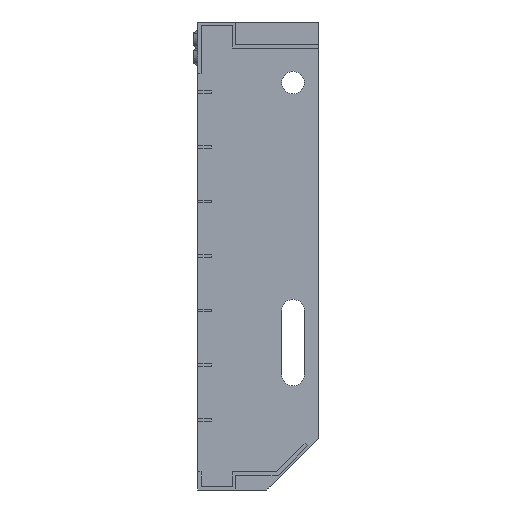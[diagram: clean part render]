
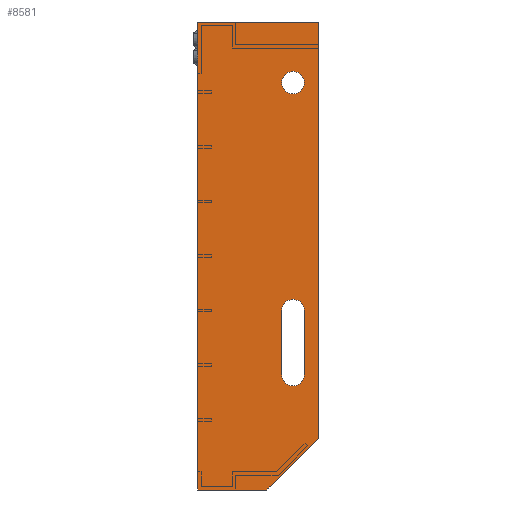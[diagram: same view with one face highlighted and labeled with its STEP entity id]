
A CAD part, left-side view. The second image highlights one B-rep face of the part: STEP entity #8581.
In plain terms, the highlighted planar face has unit normal (-1, 0, 0).
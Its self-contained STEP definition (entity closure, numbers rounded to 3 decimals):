
#715 = EDGE_CURVE ( 'NONE', #9179, #20072, #28543, .T. ) ;
#920 = DIRECTION ( 'NONE',  ( 0., 0.707, -0.707 ) ) ;
#1147 = CIRCLE ( 'NONE', #9118, 6.5 ) ;
#1753 = CARTESIAN_POINT ( 'NONE',  ( -550., 0., -240. ) ) ;
#1987 = EDGE_LOOP ( 'NONE', ( #25025, #30252 ) ) ;
#2424 = CARTESIAN_POINT ( 'NONE',  ( -550., 15., -210. ) ) ;
#2516 = VERTEX_POINT ( 'NONE', #6435 ) ;
#2532 = CIRCLE ( 'NONE', #12727, 6.5 ) ;
#2909 = CARTESIAN_POINT ( 'NONE',  ( -550., 21.5, -203.5 ) ) ;
#3269 = VERTEX_POINT ( 'NONE', #16567 ) ;
#3722 = CARTESIAN_POINT ( 'NONE',  ( -550., 70., 0. ) ) ;
#3951 = EDGE_LOOP ( 'NONE', ( #27234, #32811, #24948, #30798, #25187 ) ) ;
#4027 = VECTOR ( 'NONE', #14542, 1000. ) ;
#4567 = LINE ( 'NONE', #32833, #12579 ) ;
#4611 = EDGE_CURVE ( 'NONE', #16925, #20584, #17563, .T. ) ;
#4834 = EDGE_CURVE ( 'NONE', #23392, #9179, #12487, .T. ) ;
#5610 = CARTESIAN_POINT ( 'NONE',  ( -550., 15., -203.5 ) ) ;
#6435 = CARTESIAN_POINT ( 'NONE',  ( -550., 15., -28.5 ) ) ;
#7113 = DIRECTION ( 'NONE',  ( 0., -1., 0. ) ) ;
#7194 = EDGE_CURVE ( 'NONE', #9778, #16555, #17831, .T. ) ;
#7790 = FACE_OUTER_BOUND ( 'NONE', #24576, .T. ) ;
#8208 = CARTESIAN_POINT ( 'NONE',  ( -550., 21.5, -166.5 ) ) ;
#8259 = FACE_BOUND ( 'NONE', #3951, .T. ) ;
#8581 = ADVANCED_FACE ( 'NONE', ( #8259, #11962, #7790 ), #34110, .F. ) ;
#8783 = DIRECTION ( 'NONE',  ( 0., 0., -1. ) ) ;
#8834 = AXIS2_PLACEMENT_3D ( 'NONE', #10577, #34724, #32035 ) ;
#9118 = AXIS2_PLACEMENT_3D ( 'NONE', #16646, #22288, #17001 ) ;
#9179 = VERTEX_POINT ( 'NONE', #8208 ) ;
#9480 = VECTOR ( 'NONE', #7113, 1000. ) ;
#9778 = VERTEX_POINT ( 'NONE', #29641 ) ;
#9919 = LINE ( 'NONE', #15352, #9480 ) ;
#10428 = DIRECTION ( 'NONE',  ( 0., 1., 0. ) ) ;
#10577 = CARTESIAN_POINT ( 'NONE',  ( -550., 15., -166.5 ) ) ;
#11127 = EDGE_CURVE ( 'NONE', #23817, #23392, #13100, .T. ) ;
#11962 = FACE_BOUND ( 'NONE', #1987, .T. ) ;
#12443 = LINE ( 'NONE', #3722, #4027 ) ;
#12487 = LINE ( 'NONE', #2909, #13328 ) ;
#12579 = VECTOR ( 'NONE', #8783, 1000. ) ;
#12727 = AXIS2_PLACEMENT_3D ( 'NONE', #13876, #16581, #19079 ) ;
#13100 = CIRCLE ( 'NONE', #18551, 6.5 ) ;
#13164 = EDGE_CURVE ( 'NONE', #2516, #34595, #2532, .T. ) ;
#13328 = VECTOR ( 'NONE', #13851, 1000. ) ;
#13414 = CARTESIAN_POINT ( 'NONE',  ( -550., 0., 0. ) ) ;
#13851 = DIRECTION ( 'NONE',  ( 0., 0., 1. ) ) ;
#13876 = CARTESIAN_POINT ( 'NONE',  ( -550., 15., -35. ) ) ;
#14542 = DIRECTION ( 'NONE',  ( 0., 0., 1. ) ) ;
#15352 = CARTESIAN_POINT ( 'NONE',  ( -550., 0., 0. ) ) ;
#15416 = DIRECTION ( 'NONE',  ( 0., 0., -1. ) ) ;
#15992 = CARTESIAN_POINT ( 'NONE',  ( -550., 21.5, -203.5 ) ) ;
#16250 = VECTOR ( 'NONE', #15416, 1000. ) ;
#16555 = VERTEX_POINT ( 'NONE', #28096 ) ;
#16567 = CARTESIAN_POINT ( 'NONE',  ( -550., 8.5, -203.5 ) ) ;
#16581 = DIRECTION ( 'NONE',  ( 1., 0., 0. ) ) ;
#16646 = CARTESIAN_POINT ( 'NONE',  ( -550., 15., -203.5 ) ) ;
#16925 = VERTEX_POINT ( 'NONE', #13414 ) ;
#17001 = DIRECTION ( 'NONE',  ( 0., 0., -1. ) ) ;
#17563 = LINE ( 'NONE', #1753, #16250 ) ;
#17831 = LINE ( 'NONE', #34810, #27864 ) ;
#18042 = EDGE_CURVE ( 'NONE', #34595, #2516, #21141, .T. ) ;
#18083 = DIRECTION ( 'NONE',  ( 0., 0., 1. ) ) ;
#18551 = AXIS2_PLACEMENT_3D ( 'NONE', #5610, #18814, #21500 ) ;
#18814 = DIRECTION ( 'NONE',  ( 1., 0., 0. ) ) ;
#19079 = DIRECTION ( 'NONE',  ( 0., 0., -1. ) ) ;
#20072 = VERTEX_POINT ( 'NONE', #34868 ) ;
#20584 = VERTEX_POINT ( 'NONE', #28630 ) ;
#21141 = CIRCLE ( 'NONE', #34377, 6.5 ) ;
#21146 = CARTESIAN_POINT ( 'NONE',  ( -550., 0., 0. ) ) ;
#21500 = DIRECTION ( 'NONE',  ( 0., 0., -1. ) ) ;
#22053 = ORIENTED_EDGE ( 'NONE', *, *, #27792, .F. ) ;
#22288 = DIRECTION ( 'NONE',  ( 1., 0., 0. ) ) ;
#23349 = CARTESIAN_POINT ( 'NONE',  ( -550., 15., -41.5 ) ) ;
#23392 = VERTEX_POINT ( 'NONE', #15992 ) ;
#23603 = ORIENTED_EDGE ( 'NONE', *, *, #28036, .F. ) ;
#23817 = VERTEX_POINT ( 'NONE', #2424 ) ;
#24360 = CARTESIAN_POINT ( 'NONE',  ( -550., 70., 0. ) ) ;
#24576 = EDGE_LOOP ( 'NONE', ( #26896, #23603, #22053, #29178, #27022 ) ) ;
#24690 = EDGE_CURVE ( 'NONE', #20072, #3269, #4567, .T. ) ;
#24948 = ORIENTED_EDGE ( 'NONE', *, *, #11127, .T. ) ;
#25025 = ORIENTED_EDGE ( 'NONE', *, *, #18042, .T. ) ;
#25092 = AXIS2_PLACEMENT_3D ( 'NONE', #21146, #31877, #18083 ) ;
#25187 = ORIENTED_EDGE ( 'NONE', *, *, #715, .T. ) ;
#25588 = EDGE_CURVE ( 'NONE', #3269, #23817, #1147, .T. ) ;
#25691 = CARTESIAN_POINT ( 'NONE',  ( -550., 15., -35. ) ) ;
#26896 = ORIENTED_EDGE ( 'NONE', *, *, #4611, .F. ) ;
#27022 = ORIENTED_EDGE ( 'NONE', *, *, #29696, .F. ) ;
#27234 = ORIENTED_EDGE ( 'NONE', *, *, #24690, .T. ) ;
#27792 = EDGE_CURVE ( 'NONE', #16555, #28693, #12443, .T. ) ;
#27864 = VECTOR ( 'NONE', #10428, 1000. ) ;
#28036 = EDGE_CURVE ( 'NONE', #28693, #16925, #9919, .T. ) ;
#28096 = CARTESIAN_POINT ( 'NONE',  ( -550., 70., -270. ) ) ;
#28543 = CIRCLE ( 'NONE', #8834, 6.5 ) ;
#28630 = CARTESIAN_POINT ( 'NONE',  ( -550., 0., -240. ) ) ;
#28693 = VERTEX_POINT ( 'NONE', #24360 ) ;
#29178 = ORIENTED_EDGE ( 'NONE', *, *, #7194, .F. ) ;
#29641 = CARTESIAN_POINT ( 'NONE',  ( -550., 30., -270. ) ) ;
#29696 = EDGE_CURVE ( 'NONE', #20584, #9778, #32028, .T. ) ;
#30252 = ORIENTED_EDGE ( 'NONE', *, *, #13164, .T. ) ;
#30798 = ORIENTED_EDGE ( 'NONE', *, *, #4834, .T. ) ;
#30837 = DIRECTION ( 'NONE',  ( 0., 0., -1. ) ) ;
#31074 = DIRECTION ( 'NONE',  ( 1., 0., 0. ) ) ;
#31877 = DIRECTION ( 'NONE',  ( 1., 0., 0. ) ) ;
#32028 = LINE ( 'NONE', #32871, #34537 ) ;
#32035 = DIRECTION ( 'NONE',  ( 0., 0., -1. ) ) ;
#32811 = ORIENTED_EDGE ( 'NONE', *, *, #25588, .T. ) ;
#32833 = CARTESIAN_POINT ( 'NONE',  ( -550., 8.5, -166.5 ) ) ;
#32871 = CARTESIAN_POINT ( 'NONE',  ( -550., 30., -270. ) ) ;
#34110 = PLANE ( 'NONE',  #25092 ) ;
#34377 = AXIS2_PLACEMENT_3D ( 'NONE', #25691, #31074, #30837 ) ;
#34537 = VECTOR ( 'NONE', #920, 1000. ) ;
#34595 = VERTEX_POINT ( 'NONE', #23349 ) ;
#34724 = DIRECTION ( 'NONE',  ( 1., 0., 0. ) ) ;
#34810 = CARTESIAN_POINT ( 'NONE',  ( -550., 70., -270. ) ) ;
#34868 = CARTESIAN_POINT ( 'NONE',  ( -550., 8.5, -166.5 ) ) ;
